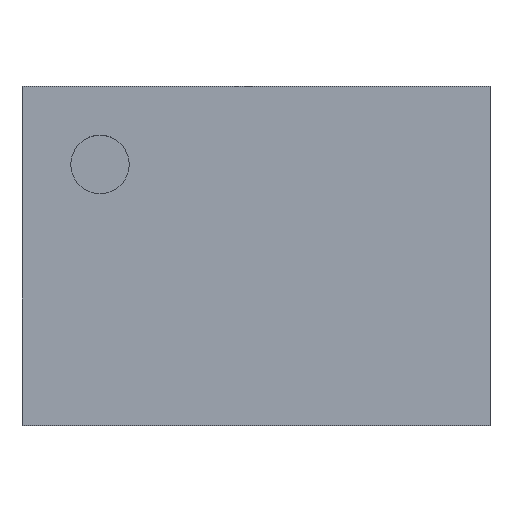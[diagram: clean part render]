
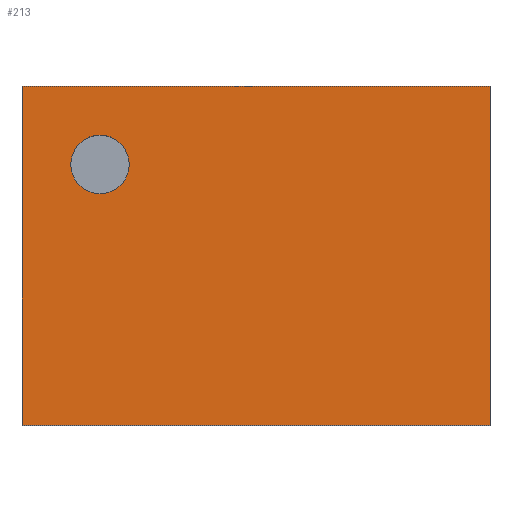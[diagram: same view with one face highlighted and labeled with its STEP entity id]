
A CAD part, top view. The second image highlights one B-rep face of the part: STEP entity #213.
In plain terms, the highlighted planar face has unit normal (0, 0, 1).
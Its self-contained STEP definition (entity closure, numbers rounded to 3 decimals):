
#149 = VERTEX_POINT('',#150);
#150 = CARTESIAN_POINT('',(0.,0.,0.4));
#165 = VERTEX_POINT('',#166);
#166 = CARTESIAN_POINT('',(0.,1.05,0.4));
#172 = EDGE_CURVE('',#149,#165,#173,.T.);
#173 = LINE('',#174,#175);
#174 = CARTESIAN_POINT('',(0.,0.,0.4));
#175 = VECTOR('',#176,1.);
#176 = DIRECTION('',(-0.,1.,0.));
#195 = EDGE_CURVE('',#149,#196,#198,.T.);
#196 = VERTEX_POINT('',#197);
#197 = CARTESIAN_POINT('',(1.45,0.,0.4));
#198 = LINE('',#199,#200);
#199 = CARTESIAN_POINT('',(0.,0.,0.4));
#200 = VECTOR('',#201,1.);
#201 = DIRECTION('',(1.,0.,-0.));
#213 = ADVANCED_FACE('',(#214,#232),#243,.T.);
#214 = FACE_BOUND('',#215,.T.);
#215 = EDGE_LOOP('',(#216,#217,#218,#226));
#216 = ORIENTED_EDGE('',*,*,#172,.F.);
#217 = ORIENTED_EDGE('',*,*,#195,.T.);
#218 = ORIENTED_EDGE('',*,*,#219,.T.);
#219 = EDGE_CURVE('',#196,#220,#222,.T.);
#220 = VERTEX_POINT('',#221);
#221 = CARTESIAN_POINT('',(1.45,1.05,0.4));
#222 = LINE('',#223,#224);
#223 = CARTESIAN_POINT('',(1.45,0.,0.4));
#224 = VECTOR('',#225,1.);
#225 = DIRECTION('',(-0.,1.,0.));
#226 = ORIENTED_EDGE('',*,*,#227,.F.);
#227 = EDGE_CURVE('',#165,#220,#228,.T.);
#228 = LINE('',#229,#230);
#229 = CARTESIAN_POINT('',(0.,1.05,0.4));
#230 = VECTOR('',#231,1.);
#231 = DIRECTION('',(1.,0.,-0.));
#232 = FACE_BOUND('',#233,.T.);
#233 = EDGE_LOOP('',(#234));
#234 = ORIENTED_EDGE('',*,*,#235,.F.);
#235 = EDGE_CURVE('',#236,#236,#238,.T.);
#236 = VERTEX_POINT('',#237);
#237 = CARTESIAN_POINT('',(0.332,0.808,0.4));
#238 = CIRCLE('',#239,0.091);
#239 = AXIS2_PLACEMENT_3D('',#240,#241,#242);
#240 = CARTESIAN_POINT('',(0.242,0.808,0.4));
#241 = DIRECTION('',(0.,0.,1.));
#242 = DIRECTION('',(1.,0.,-0.));
#243 = PLANE('',#244);
#244 = AXIS2_PLACEMENT_3D('',#245,#246,#247);
#245 = CARTESIAN_POINT('',(0.,0.,0.4));
#246 = DIRECTION('',(0.,0.,1.));
#247 = DIRECTION('',(1.,0.,-0.));
